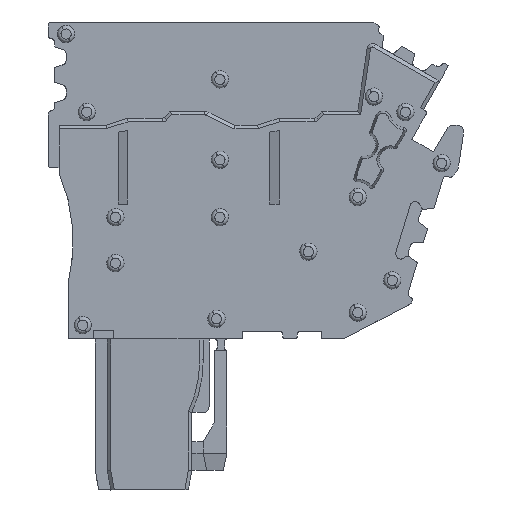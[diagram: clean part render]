
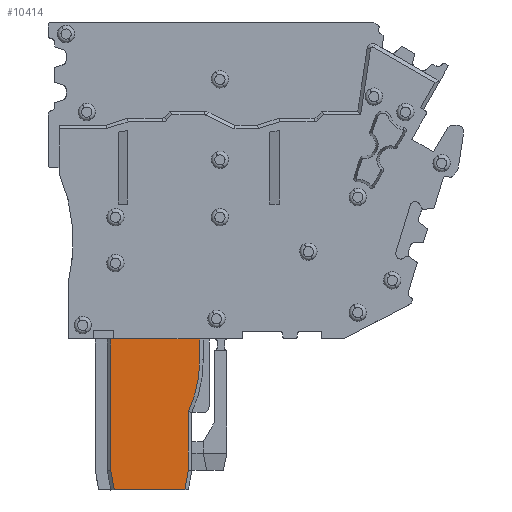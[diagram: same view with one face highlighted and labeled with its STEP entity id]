
A CAD part, left-side view. The second image highlights one B-rep face of the part: STEP entity #10414.
In plain terms, the highlighted planar face has unit normal (-1, 0, 0).
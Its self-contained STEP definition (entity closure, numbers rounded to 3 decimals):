
#10355=AXIS2_PLACEMENT_3D('Plane Axis2P3D',#10352,#10353,#10354) ;
#10401=AXIS2_PLACEMENT_3D('Circle Axis2P3D',#10399,#10400,$) ;
#10323=CARTESIAN_POINT('Vertex',(4.7,22.983,13.15)) ;
#10326=CARTESIAN_POINT('Line Origine',(4.7,22.983,12.244)) ;
#10330=CARTESIAN_POINT('Vertex',(4.7,22.983,11.337)) ;
#10352=CARTESIAN_POINT('Axis2P3D Location',(4.7,27.733,-0.25)) ;
#10357=CARTESIAN_POINT('Line Origine',(4.7,26.858,13.15)) ;
#10361=CARTESIAN_POINT('Vertex',(4.7,30.733,13.15)) ;
#10364=CARTESIAN_POINT('Line Origine',(4.7,30.733,7.421)) ;
#10368=CARTESIAN_POINT('Vertex',(4.7,30.733,1.693)) ;
#10371=CARTESIAN_POINT('Line Origine',(4.7,30.584,0.846)) ;
#10375=CARTESIAN_POINT('Vertex',(4.7,30.435,0.)) ;
#10378=CARTESIAN_POINT('Line Origine',(4.7,27.361,0.)) ;
#10382=CARTESIAN_POINT('Vertex',(4.7,24.288,0.)) ;
#10385=CARTESIAN_POINT('Line Origine',(4.7,24.135,0.864)) ;
#10389=CARTESIAN_POINT('Vertex',(4.7,23.983,1.728)) ;
#10392=CARTESIAN_POINT('Line Origine',(4.7,23.983,4.274)) ;
#10396=CARTESIAN_POINT('Vertex',(4.7,23.983,6.821)) ;
#10399=CARTESIAN_POINT('Axis2P3D Location',(4.7,33.683,11.337)) ;
#10327=DIRECTION('Vector Direction',(0.,0.,1.)) ;
#10353=DIRECTION('Axis2P3D Direction',(-1.,0.,0.)) ;
#10354=DIRECTION('Axis2P3D XDirection',(0.,1.,0.)) ;
#10358=DIRECTION('Vector Direction',(0.,1.,0.)) ;
#10365=DIRECTION('Vector Direction',(0.,0.,-1.)) ;
#10372=DIRECTION('Vector Direction',(0.,-0.174,-0.985)) ;
#10379=DIRECTION('Vector Direction',(0.,-1.,0.)) ;
#10386=DIRECTION('Vector Direction',(0.,0.174,-0.985)) ;
#10393=DIRECTION('Vector Direction',(0.,0.,-1.)) ;
#10400=DIRECTION('Axis2P3D Direction',(-1.,0.,0.)) ;
#10328=VECTOR('Line Direction',#10327,1.) ;
#10359=VECTOR('Line Direction',#10358,1.) ;
#10366=VECTOR('Line Direction',#10365,1.) ;
#10373=VECTOR('Line Direction',#10372,1.) ;
#10380=VECTOR('Line Direction',#10379,1.) ;
#10387=VECTOR('Line Direction',#10386,1.) ;
#10394=VECTOR('Line Direction',#10393,1.) ;
#10405=ORIENTED_EDGE('',*,*,#10363,.T.) ;
#10406=ORIENTED_EDGE('',*,*,#10370,.F.) ;
#10407=ORIENTED_EDGE('',*,*,#10377,.F.) ;
#10408=ORIENTED_EDGE('',*,*,#10384,.T.) ;
#10409=ORIENTED_EDGE('',*,*,#10391,.F.) ;
#10410=ORIENTED_EDGE('',*,*,#10398,.F.) ;
#10411=ORIENTED_EDGE('',*,*,#10403,.F.) ;
#10412=ORIENTED_EDGE('',*,*,#10332,.F.) ;
#10414=ADVANCED_FACE('V1',(#10413),#10356,.T.) ;
#10402=CIRCLE('generated circle',#10401,10.7) ;
#10332=EDGE_CURVE('',#10324,#10331,#10329,.F.) ;
#10363=EDGE_CURVE('',#10324,#10362,#10360,.T.) ;
#10370=EDGE_CURVE('',#10369,#10362,#10367,.F.) ;
#10377=EDGE_CURVE('',#10376,#10369,#10374,.F.) ;
#10384=EDGE_CURVE('',#10376,#10383,#10381,.T.) ;
#10391=EDGE_CURVE('',#10390,#10383,#10388,.T.) ;
#10398=EDGE_CURVE('',#10397,#10390,#10395,.T.) ;
#10403=EDGE_CURVE('',#10331,#10397,#10402,.F.) ;
#10404=EDGE_LOOP('',(#10405,#10406,#10407,#10408,#10409,#10410,#10411,#10412)) ;
#10413=FACE_OUTER_BOUND('',#10404,.T.) ;
#10329=LINE('Line',#10326,#10328) ;
#10360=LINE('Line',#10357,#10359) ;
#10367=LINE('Line',#10364,#10366) ;
#10374=LINE('Line',#10371,#10373) ;
#10381=LINE('Line',#10378,#10380) ;
#10388=LINE('Line',#10385,#10387) ;
#10395=LINE('Line',#10392,#10394) ;
#10356=PLANE('',#10355) ;
#10324=VERTEX_POINT('',#10323) ;
#10331=VERTEX_POINT('',#10330) ;
#10362=VERTEX_POINT('',#10361) ;
#10369=VERTEX_POINT('',#10368) ;
#10376=VERTEX_POINT('',#10375) ;
#10383=VERTEX_POINT('',#10382) ;
#10390=VERTEX_POINT('',#10389) ;
#10397=VERTEX_POINT('',#10396) ;
